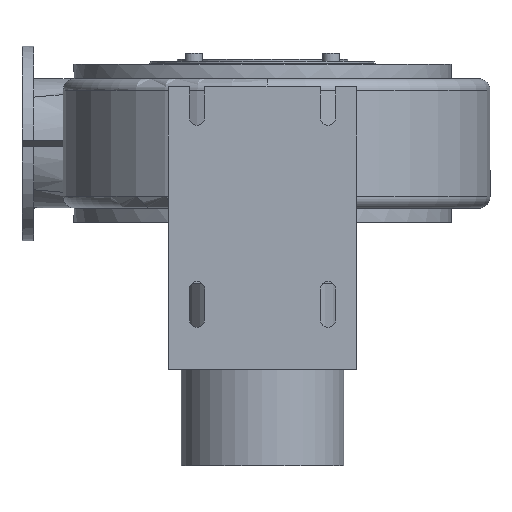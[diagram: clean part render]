
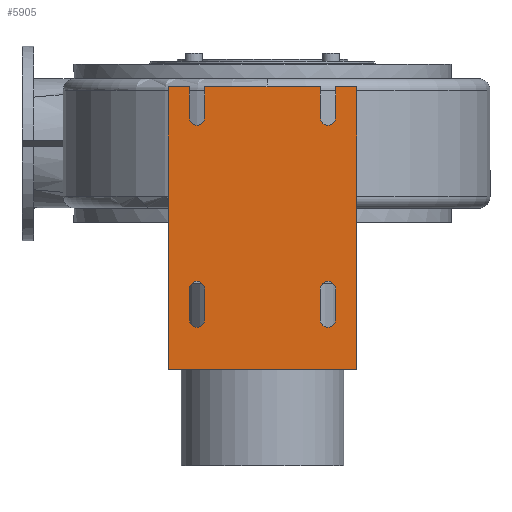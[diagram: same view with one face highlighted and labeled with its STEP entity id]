
A CAD part, front view. The second image highlights one B-rep face of the part: STEP entity #5905.
In plain terms, the highlighted planar face has unit normal (0, -1, 0).
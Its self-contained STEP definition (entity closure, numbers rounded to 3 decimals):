
#5655=CARTESIAN_POINT('',(80.0,-88.77,120.));
#5656=VERTEX_POINT('',#5655);
#5665=CARTESIAN_POINT('',(80.0,-88.77,-120.0));
#5666=VERTEX_POINT('',#5665);
#5667=CARTESIAN_POINT('',(80.0,-88.77,-120.0));
#5668=DIRECTION('',(0.0,0.0,1.0));
#5669=VECTOR('',#5668,240.);
#5670=LINE('',#5667,#5669);
#5671=EDGE_CURVE('',#5666,#5656,#5670,.T.);
#5737=CARTESIAN_POINT('',(0.0,-88.77,-120.0));
#5738=DIRECTION('',(0.0,-1.0,0.0));
#5739=DIRECTION('',(0.0,0.0,-1.0));
#5740=AXIS2_PLACEMENT_3D('',#5737,#5738,#5739);
#5741=PLANE('',#5740);
#5742=CARTESIAN_POINT('',(49.,-88.77,94.));
#5743=VERTEX_POINT('',#5742);
#5744=CARTESIAN_POINT('',(49.,-88.77,120.));
#5745=VERTEX_POINT('',#5744);
#5746=CARTESIAN_POINT('',(49.,-88.77,94.));
#5747=DIRECTION('',(0.0,0.0,1.0));
#5748=VECTOR('',#5747,26.);
#5749=LINE('',#5746,#5748);
#5750=EDGE_CURVE('',#5743,#5745,#5749,.T.);
#5751=ORIENTED_EDGE('',*,*,#5750,.T.);
#5752=CARTESIAN_POINT('',(-49.0,-88.77,120.));
#5753=VERTEX_POINT('',#5752);
#5754=CARTESIAN_POINT('',(49.,-88.77,120.));
#5755=DIRECTION('',(-1.0,0.0,0.0));
#5756=VECTOR('',#5755,98.);
#5757=LINE('',#5754,#5756);
#5758=EDGE_CURVE('',#5745,#5753,#5757,.T.);
#5759=ORIENTED_EDGE('',*,*,#5758,.T.);
#5760=CARTESIAN_POINT('',(-49.0,-88.77,94.));
#5761=VERTEX_POINT('',#5760);
#5762=CARTESIAN_POINT('',(-49.0,-88.77,120.));
#5763=DIRECTION('',(0.0,0.0,-1.0));
#5764=VECTOR('',#5763,26.);
#5765=LINE('',#5762,#5764);
#5766=EDGE_CURVE('',#5753,#5761,#5765,.T.);
#5767=ORIENTED_EDGE('',*,*,#5766,.T.);
#5768=CARTESIAN_POINT('',(-62.,-88.77,94.));
#5769=VERTEX_POINT('',#5768);
#5770=CARTESIAN_POINT('',(-55.5,-88.77,94.));
#5771=DIRECTION('',(0.0,1.0,0.0));
#5772=DIRECTION('',(1.0,0.0,0.0));
#5773=AXIS2_PLACEMENT_3D('',#5770,#5771,#5772);
#5774=CIRCLE('',#5773,6.5);
#5775=EDGE_CURVE('',#5761,#5769,#5774,.T.);
#5776=ORIENTED_EDGE('',*,*,#5775,.T.);
#5777=CARTESIAN_POINT('',(-62.0,-88.77,120.));
#5778=VERTEX_POINT('',#5777);
#5779=CARTESIAN_POINT('',(-62.,-88.77,94.));
#5780=DIRECTION('',(0.0,0.0,1.0));
#5781=VECTOR('',#5780,26.);
#5782=LINE('',#5779,#5781);
#5783=EDGE_CURVE('',#5769,#5778,#5782,.T.);
#5784=ORIENTED_EDGE('',*,*,#5783,.T.);
#5785=CARTESIAN_POINT('',(-80.0,-88.77,120.));
#5786=VERTEX_POINT('',#5785);
#5787=CARTESIAN_POINT('',(-62.0,-88.77,120.));
#5788=DIRECTION('',(-1.0,0.0,0.0));
#5789=VECTOR('',#5788,18.0);
#5790=LINE('',#5787,#5789);
#5791=EDGE_CURVE('',#5778,#5786,#5790,.T.);
#5792=ORIENTED_EDGE('',*,*,#5791,.T.);
#5793=CARTESIAN_POINT('',(-80.0,-88.77,-120.0));
#5794=VERTEX_POINT('',#5793);
#5795=CARTESIAN_POINT('',(-80.0,-88.77,120.));
#5796=DIRECTION('',(0.0,0.0,-1.0));
#5797=VECTOR('',#5796,240.);
#5798=LINE('',#5795,#5797);
#5799=EDGE_CURVE('',#5786,#5794,#5798,.T.);
#5800=ORIENTED_EDGE('',*,*,#5799,.T.);
#5801=CARTESIAN_POINT('',(-80.0,-88.77,-120.0));
#5802=DIRECTION('',(1.0,0.0,0.0));
#5803=VECTOR('',#5802,160.0);
#5804=LINE('',#5801,#5803);
#5805=EDGE_CURVE('',#5794,#5666,#5804,.T.);
#5806=ORIENTED_EDGE('',*,*,#5805,.T.);
#5807=ORIENTED_EDGE('',*,*,#5671,.T.);
#5808=CARTESIAN_POINT('',(62.,-88.77,120.));
#5809=VERTEX_POINT('',#5808);
#5810=CARTESIAN_POINT('',(80.0,-88.77,120.));
#5811=DIRECTION('',(-1.0,0.0,0.0));
#5812=VECTOR('',#5811,18.);
#5813=LINE('',#5810,#5812);
#5814=EDGE_CURVE('',#5656,#5809,#5813,.T.);
#5815=ORIENTED_EDGE('',*,*,#5814,.T.);
#5816=CARTESIAN_POINT('',(62.,-88.77,94.));
#5817=VERTEX_POINT('',#5816);
#5818=CARTESIAN_POINT('',(62.,-88.77,120.));
#5819=DIRECTION('',(0.0,0.0,-1.0));
#5820=VECTOR('',#5819,26.);
#5821=LINE('',#5818,#5820);
#5822=EDGE_CURVE('',#5809,#5817,#5821,.T.);
#5823=ORIENTED_EDGE('',*,*,#5822,.T.);
#5824=CARTESIAN_POINT('',(55.5,-88.77,94.));
#5825=DIRECTION('',(0.0,1.0,0.0));
#5826=DIRECTION('',(1.0,0.0,0.0));
#5827=AXIS2_PLACEMENT_3D('',#5824,#5825,#5826);
#5828=CIRCLE('',#5827,6.5);
#5829=EDGE_CURVE('',#5817,#5743,#5828,.T.);
#5830=ORIENTED_EDGE('',*,*,#5829,.T.);
#5831=EDGE_LOOP('',(#5751,#5759,#5767,#5776,#5784,#5792,#5800,#5806,#5807,#5815,#5823,#5830));
#5832=FACE_OUTER_BOUND('',#5831,.T.);
#5833=CARTESIAN_POINT('',(-62.,-88.77,-51.5));
#5834=VERTEX_POINT('',#5833);
#5835=CARTESIAN_POINT('',(-49.,-88.77,-51.5));
#5836=VERTEX_POINT('',#5835);
#5837=CARTESIAN_POINT('',(-55.5,-88.77,-51.5));
#5838=DIRECTION('',(0.0,1.0,0.0));
#5839=DIRECTION('',(1.0,0.0,0.0));
#5840=AXIS2_PLACEMENT_3D('',#5837,#5838,#5839);
#5841=CIRCLE('',#5840,6.5);
#5842=EDGE_CURVE('',#5834,#5836,#5841,.T.);
#5843=ORIENTED_EDGE('',*,*,#5842,.T.);
#5844=CARTESIAN_POINT('',(-49.,-88.77,-77.5));
#5845=VERTEX_POINT('',#5844);
#5846=CARTESIAN_POINT('',(-49.,-88.77,-51.5));
#5847=DIRECTION('',(0.0,0.0,-1.0));
#5848=VECTOR('',#5847,26.);
#5849=LINE('',#5846,#5848);
#5850=EDGE_CURVE('',#5836,#5845,#5849,.T.);
#5851=ORIENTED_EDGE('',*,*,#5850,.T.);
#5852=CARTESIAN_POINT('',(-62.,-88.77,-77.5));
#5853=VERTEX_POINT('',#5852);
#5854=CARTESIAN_POINT('',(-55.5,-88.77,-77.5));
#5855=DIRECTION('',(0.0,1.0,0.0));
#5856=DIRECTION('',(-1.0,0.0,0.0));
#5857=AXIS2_PLACEMENT_3D('',#5854,#5855,#5856);
#5858=CIRCLE('',#5857,6.5);
#5859=EDGE_CURVE('',#5845,#5853,#5858,.T.);
#5860=ORIENTED_EDGE('',*,*,#5859,.T.);
#5861=CARTESIAN_POINT('',(-62.,-88.77,-77.5));
#5862=DIRECTION('',(0.0,0.0,1.0));
#5863=VECTOR('',#5862,26.);
#5864=LINE('',#5861,#5863);
#5865=EDGE_CURVE('',#5853,#5834,#5864,.T.);
#5866=ORIENTED_EDGE('',*,*,#5865,.T.);
#5867=EDGE_LOOP('',(#5843,#5851,#5860,#5866));
#5868=FACE_BOUND('',#5867,.T.);
#5869=CARTESIAN_POINT('',(62.,-88.77,-51.5));
#5870=VERTEX_POINT('',#5869);
#5871=CARTESIAN_POINT('',(62.,-88.77,-77.5));
#5872=VERTEX_POINT('',#5871);
#5873=CARTESIAN_POINT('',(62.,-88.77,-51.5));
#5874=DIRECTION('',(0.0,0.0,-1.0));
#5875=VECTOR('',#5874,26.);
#5876=LINE('',#5873,#5875);
#5877=EDGE_CURVE('',#5870,#5872,#5876,.T.);
#5878=ORIENTED_EDGE('',*,*,#5877,.T.);
#5879=CARTESIAN_POINT('',(49.,-88.77,-77.5));
#5880=VERTEX_POINT('',#5879);
#5881=CARTESIAN_POINT('',(55.5,-88.77,-77.5));
#5882=DIRECTION('',(0.0,1.0,0.0));
#5883=DIRECTION('',(-1.0,0.0,0.0));
#5884=AXIS2_PLACEMENT_3D('',#5881,#5882,#5883);
#5885=CIRCLE('',#5884,6.5);
#5886=EDGE_CURVE('',#5872,#5880,#5885,.T.);
#5887=ORIENTED_EDGE('',*,*,#5886,.T.);
#5888=CARTESIAN_POINT('',(49.,-88.77,-51.5));
#5889=VERTEX_POINT('',#5888);
#5890=CARTESIAN_POINT('',(49.,-88.77,-77.5));
#5891=DIRECTION('',(0.0,0.0,1.0));
#5892=VECTOR('',#5891,26.);
#5893=LINE('',#5890,#5892);
#5894=EDGE_CURVE('',#5880,#5889,#5893,.T.);
#5895=ORIENTED_EDGE('',*,*,#5894,.T.);
#5896=CARTESIAN_POINT('',(55.5,-88.77,-51.5));
#5897=DIRECTION('',(0.0,1.0,0.0));
#5898=DIRECTION('',(1.0,0.0,0.0));
#5899=AXIS2_PLACEMENT_3D('',#5896,#5897,#5898);
#5900=CIRCLE('',#5899,6.5);
#5901=EDGE_CURVE('',#5889,#5870,#5900,.T.);
#5902=ORIENTED_EDGE('',*,*,#5901,.T.);
#5903=EDGE_LOOP('',(#5878,#5887,#5895,#5902));
#5904=FACE_BOUND('',#5903,.T.);
#5905=ADVANCED_FACE('',(#5832,#5868,#5904),#5741,.T.);
